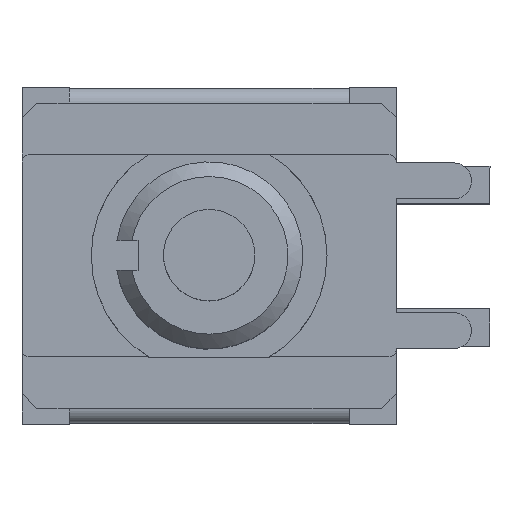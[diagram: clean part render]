
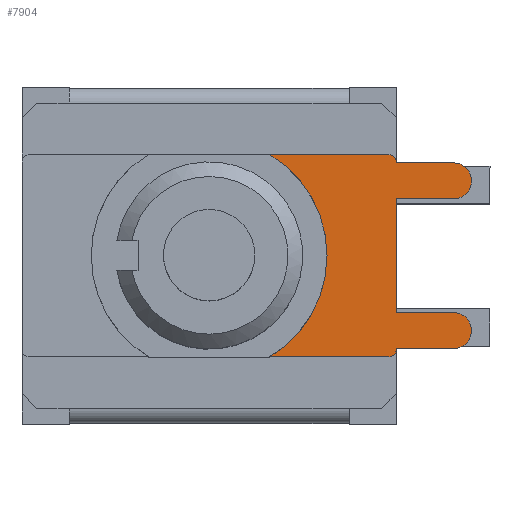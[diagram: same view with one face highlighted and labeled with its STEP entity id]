
A CAD part, top view. The second image highlights one B-rep face of the part: STEP entity #7904.
In plain terms, the highlighted planar face has unit normal (0, 0, 1).
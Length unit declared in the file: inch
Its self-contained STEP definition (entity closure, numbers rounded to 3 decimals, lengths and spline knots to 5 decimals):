
#603=LINE('',#12977,#1431);
#604=LINE('',#12981,#1432);
#605=LINE('',#12983,#1433);
#606=LINE('',#12987,#1434);
#607=LINE('',#12989,#1435);
#608=LINE('',#12991,#1436);
#609=LINE('',#12995,#1437);
#610=LINE('',#12997,#1438);
#611=LINE('',#13000,#1439);
#1431=VECTOR('',#9523,0.3937);
#1432=VECTOR('',#9526,0.3937);
#1433=VECTOR('',#9527,0.3937);
#1434=VECTOR('',#9530,0.3937);
#1435=VECTOR('',#9531,0.3937);
#1436=VECTOR('',#9532,0.3937);
#1437=VECTOR('',#9535,0.3937);
#1438=VECTOR('',#9536,0.3937);
#1439=VECTOR('',#9539,0.3937);
#2214=FACE_OUTER_BOUND('',#2671,.T.);
#2671=EDGE_LOOP('',(#6051,#6052,#6053,#6054,#6055,#6056,#6057,#6058,#6059,
#6060,#6061,#6062,#6063,#6064));
#3023=CIRCLE('',#8385,0.15748);
#3024=CIRCLE('',#8386,0.00984);
#3025=CIRCLE('',#8387,0.02402);
#3026=CIRCLE('',#8388,0.02402);
#3027=CIRCLE('',#8389,0.00984);
#3516=VERTEX_POINT('',#12973);
#3517=VERTEX_POINT('',#12974);
#3518=VERTEX_POINT('',#12976);
#3519=VERTEX_POINT('',#12978);
#3520=VERTEX_POINT('',#12980);
#3521=VERTEX_POINT('',#12982);
#3522=VERTEX_POINT('',#12984);
#3523=VERTEX_POINT('',#12986);
#3524=VERTEX_POINT('',#12988);
#3525=VERTEX_POINT('',#12990);
#3526=VERTEX_POINT('',#12992);
#3527=VERTEX_POINT('',#12994);
#3528=VERTEX_POINT('',#12996);
#3529=VERTEX_POINT('',#12998);
#4440=EDGE_CURVE('',#3516,#3517,#3023,.T.);
#4441=EDGE_CURVE('',#3518,#3517,#603,.T.);
#4442=EDGE_CURVE('',#3519,#3518,#3024,.T.);
#4443=EDGE_CURVE('',#3520,#3519,#604,.T.);
#4444=EDGE_CURVE('',#3521,#3520,#605,.T.);
#4445=EDGE_CURVE('',#3522,#3521,#3025,.T.);
#4446=EDGE_CURVE('',#3523,#3522,#606,.T.);
#4447=EDGE_CURVE('',#3524,#3523,#607,.T.);
#4448=EDGE_CURVE('',#3525,#3524,#608,.T.);
#4449=EDGE_CURVE('',#3526,#3525,#3026,.T.);
#4450=EDGE_CURVE('',#3527,#3526,#609,.T.);
#4451=EDGE_CURVE('',#3528,#3527,#610,.T.);
#4452=EDGE_CURVE('',#3529,#3528,#3027,.T.);
#4453=EDGE_CURVE('',#3516,#3529,#611,.T.);
#6051=ORIENTED_EDGE('',*,*,#4440,.T.);
#6052=ORIENTED_EDGE('',*,*,#4441,.F.);
#6053=ORIENTED_EDGE('',*,*,#4442,.F.);
#6054=ORIENTED_EDGE('',*,*,#4443,.F.);
#6055=ORIENTED_EDGE('',*,*,#4444,.F.);
#6056=ORIENTED_EDGE('',*,*,#4445,.F.);
#6057=ORIENTED_EDGE('',*,*,#4446,.F.);
#6058=ORIENTED_EDGE('',*,*,#4447,.F.);
#6059=ORIENTED_EDGE('',*,*,#4448,.F.);
#6060=ORIENTED_EDGE('',*,*,#4449,.F.);
#6061=ORIENTED_EDGE('',*,*,#4450,.F.);
#6062=ORIENTED_EDGE('',*,*,#4451,.F.);
#6063=ORIENTED_EDGE('',*,*,#4452,.F.);
#6064=ORIENTED_EDGE('',*,*,#4453,.F.);
#7563=PLANE('',#8384);
#7904=ADVANCED_FACE('',(#2214),#7563,.T.);
#8384=AXIS2_PLACEMENT_3D('',#12972,#9519,#9520);
#8385=AXIS2_PLACEMENT_3D('',#12975,#9521,#9522);
#8386=AXIS2_PLACEMENT_3D('',#12979,#9524,#9525);
#8387=AXIS2_PLACEMENT_3D('',#12985,#9528,#9529);
#8388=AXIS2_PLACEMENT_3D('',#12993,#9533,#9534);
#8389=AXIS2_PLACEMENT_3D('',#12999,#9537,#9538);
#9519=DIRECTION('center_axis',(0.,0.,
1.));
#9520=DIRECTION('ref_axis',(-1.,0.,0.));
#9521=DIRECTION('center_axis',(0.,0.,
-1.));
#9522=DIRECTION('ref_axis',(-0.506,0.863,0.));
#9523=DIRECTION('',(-1.,0.,0.));
#9524=DIRECTION('center_axis',(0.,0.,
-1.));
#9525=DIRECTION('ref_axis',(0.707,-0.707,0.));
#9526=DIRECTION('',(0.,-1.,0.));
#9527=DIRECTION('',(-1.,0.,0.));
#9528=DIRECTION('center_axis',(0.,0.,
-1.));
#9529=DIRECTION('ref_axis',(0.,-1.,0.));
#9530=DIRECTION('',(1.,0.,0.));
#9531=DIRECTION('',(0.,-1.,0.));
#9532=DIRECTION('',(-1.,0.,0.));
#9533=DIRECTION('center_axis',(0.,0.,
-1.));
#9534=DIRECTION('ref_axis',(0.,-1.,0.));
#9535=DIRECTION('',(1.,0.,0.));
#9536=DIRECTION('',(0.,-1.,0.));
#9537=DIRECTION('center_axis',(0.,0.,
-1.));
#9538=DIRECTION('ref_axis',(0.707,0.707,0.));
#9539=DIRECTION('',(1.,0.,0.));
#12972=CARTESIAN_POINT('Origin',(0.0607,0.,
0.3626));
#12973=CARTESIAN_POINT('',(0.08102,0.13504,0.3626));
#12974=CARTESIAN_POINT('',(0.08102,-0.13504,0.3626));
#12975=CARTESIAN_POINT('Origin',(0.,0.,0.3626));
#12976=CARTESIAN_POINT('',(0.24016,-0.13504,0.3626));
#12977=CARTESIAN_POINT('',(-0.25,-0.13504,0.3626));
#12978=CARTESIAN_POINT('',(0.25,-0.1252,0.3626));
#12979=CARTESIAN_POINT('Origin',(0.24016,-0.1252,0.3626));
#12980=CARTESIAN_POINT('',(0.25,-0.12402,0.3626));
#12981=CARTESIAN_POINT('',(0.25,-0.13504,0.3626));
#12982=CARTESIAN_POINT('',(0.32638,-0.12402,0.3626));
#12983=CARTESIAN_POINT('',(0.25,-0.12402,0.3626));
#12984=CARTESIAN_POINT('',(0.32638,-0.07598,0.3626));
#12985=CARTESIAN_POINT('Origin',(0.32638,-0.1,
0.3626));
#12986=CARTESIAN_POINT('',(0.25,-0.07598,0.3626));
#12987=CARTESIAN_POINT('',(0.32638,-0.07598,0.3626));
#12988=CARTESIAN_POINT('',(0.25,0.07598,0.3626));
#12989=CARTESIAN_POINT('',(0.25,-0.07598,0.3626));
#12990=CARTESIAN_POINT('',(0.32638,0.07598,0.3626));
#12991=CARTESIAN_POINT('',(0.25,0.07598,0.3626));
#12992=CARTESIAN_POINT('',(0.32638,0.12402,0.3626));
#12993=CARTESIAN_POINT('Origin',(0.32638,0.1,0.3626));
#12994=CARTESIAN_POINT('',(0.25,0.12402,0.3626));
#12995=CARTESIAN_POINT('',(0.32638,0.12402,0.3626));
#12996=CARTESIAN_POINT('',(0.25,0.1252,0.3626));
#12997=CARTESIAN_POINT('',(0.25,0.12402,0.3626));
#12998=CARTESIAN_POINT('',(0.24016,0.13504,0.3626));
#12999=CARTESIAN_POINT('Origin',(0.24016,0.1252,0.3626));
#13000=CARTESIAN_POINT('',(0.25,0.13504,0.3626));
